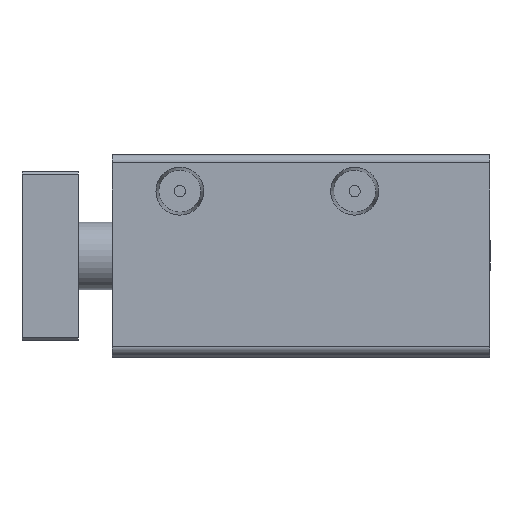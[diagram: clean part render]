
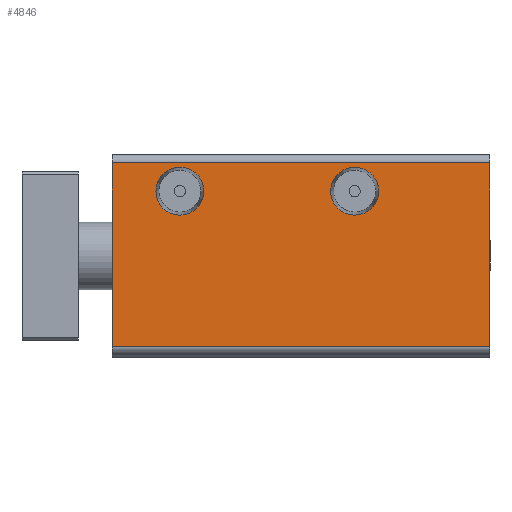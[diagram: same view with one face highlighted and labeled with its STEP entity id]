
A CAD part, front view. The second image highlights one B-rep face of the part: STEP entity #4846.
In plain terms, the highlighted planar face has unit normal (0, -1, 0).
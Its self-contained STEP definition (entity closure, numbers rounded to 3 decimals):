
#2110=CARTESIAN_POINT('',(186.,-141.5,16.5));
#2111=VERTEX_POINT('Vertex89',#2110);
#2112=CARTESIAN_POINT('',(186.,-141.5,-16.));
#2113=VERTEX_POINT('Vertex88',#2112);
#2114=CARTESIAN_POINT('',(186.,-141.5,0.25));
#2115=DIRECTION('',(0.,0.,-1.));
#2116=VECTOR('',#2115,1.);
#2117=LINE('nurbsCrv120',#2114,#2116);
#2118=EDGE_CURVE('Edge120',#2111,#2113,#2117,.T.);
#4778=CARTESIAN_POINT('',(253.,-141.5,-16.));
#4779=VERTEX_POINT('Vertex255',#4778);
#4787=CARTESIAN_POINT('',(219.5,-141.5,-16.));
#4788=DIRECTION('',(-1.,0.,0.));
#4789=VECTOR('',#4788,1.);
#4790=LINE('nurbsCrv361',#4787,#4789);
#4791=EDGE_CURVE('Edge361',#4779,#2113,#4790,.T.);
#4801=ORIENTED_EDGE('Edgeuse630',*,*,#2118,.T.);
#4802=ORIENTED_EDGE('Edgeuse631',*,*,#4791,.F.);
#4803=CARTESIAN_POINT('',(253.,-141.5,16.5));
#4804=VERTEX_POINT('Vertex258',#4803);
#4805=CARTESIAN_POINT('',(253.,-141.5,0.25));
#4806=DIRECTION('',(0.,0.,-1.));
#4807=VECTOR('',#4806,1.);
#4808=LINE('nurbsCrv364',#4805,#4807);
#4809=EDGE_CURVE('Edge364',#4804,#4779,#4808,.T.);
#4810=ORIENTED_EDGE('Edgeuse632',*,*,#4809,.F.);
#4811=CARTESIAN_POINT('',(219.5,-141.5,16.5));
#4812=DIRECTION('',(-1.,0.,0.));
#4813=VECTOR('',#4812,1.);
#4814=LINE('nurbsCrv365',#4811,#4813);
#4815=EDGE_CURVE('Edge365',#4804,#2111,#4814,.T.);
#4816=ORIENTED_EDGE('Edgeuse633',*,*,#4815,.T.);
#4817=EDGE_LOOP('',(#4801,#4802,#4810,#4816));
#4818=FACE_OUTER_BOUND('',#4817,.T.);
#4819=CARTESIAN_POINT('',(224.75,-141.5,11.5)
);
#4820=VERTEX_POINT('Vertex256',#4819);
#4821=CARTESIAN_POINT('',(229.,-141.5,11.5)
);
#4822=DIRECTION('',(0.,1.,0.));
#4823=DIRECTION('',(-1.,0.,
0.));
#4824=AXIS2_PLACEMENT_3D('',#4821,#4822,#4823);
#4825=CIRCLE('nurbsCrv362',#4824,4.25);
#4826=EDGE_CURVE('Edge362',#4820,#4820,#4825,.T.);
#4827=ORIENTED_EDGE('Edgeuse628',*,*,#4826,.T.);
#4828=EDGE_LOOP('',(#4827));
#4829=FACE_BOUND('',#4828,.T.);
#4830=CARTESIAN_POINT('',(193.75,-141.5,11.5)
);
#4831=VERTEX_POINT('Vertex257',#4830);
#4832=CARTESIAN_POINT('',(198.,-141.5,11.5)
);
#4833=DIRECTION('',(0.,1.,0.));
#4834=DIRECTION('',(-1.,0.,0.));
#4835=AXIS2_PLACEMENT_3D('',#4832,#4833,#4834);
#4836=CIRCLE('nurbsCrv363',#4835,4.25);
#4837=EDGE_CURVE('Edge363',#4831,#4831,#4836,.T.);
#4838=ORIENTED_EDGE('Edgeuse629',*,*,#4837,.T.);
#4839=EDGE_LOOP('',(#4838));
#4840=FACE_BOUND('',#4839,.T.);
#4841=CARTESIAN_POINT('',(219.5,-141.5,0.25));
#4842=DIRECTION('',(0.,-1.,0.));
#4843=DIRECTION('',(0.,0.,-1.));
#4844=AXIS2_PLACEMENT_3D('',#4841,#4842,#4843);
#4845=PLANE('nurbsSrf134',#4844);
#4846=ADVANCED_FACE('Face134',(#4818,#4829,#4840),#4845,.T.);
